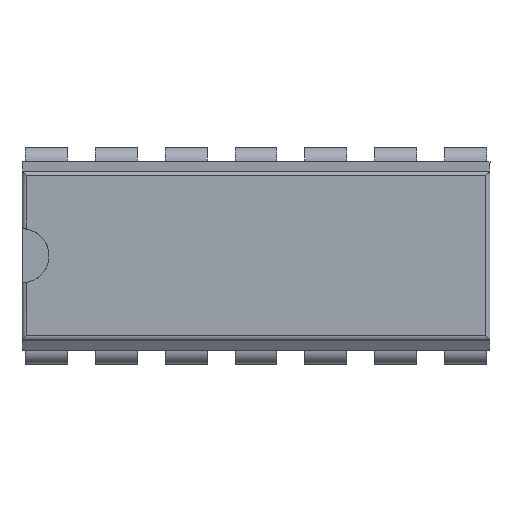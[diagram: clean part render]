
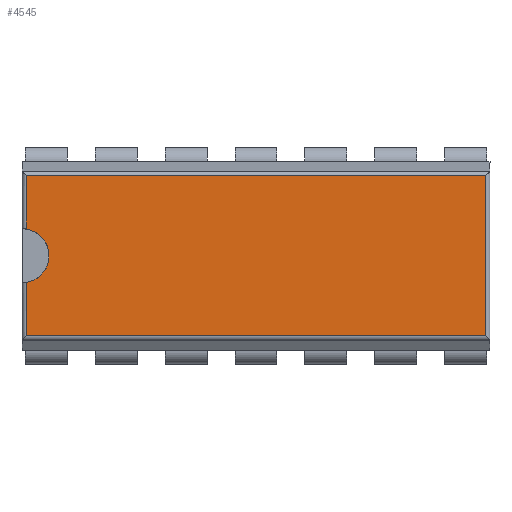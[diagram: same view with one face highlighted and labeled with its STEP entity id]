
A CAD part, top view. The second image highlights one B-rep face of the part: STEP entity #4545.
In plain terms, the highlighted planar face has unit normal (0, 0, 1).
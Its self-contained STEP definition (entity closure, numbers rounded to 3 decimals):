
#253=PLANE('',#4884);
#484=FACE_OUTER_BOUND('',#715,.T.);
#715=EDGE_LOOP('',(#4268,#4269,#4270,#4271,#4272,#4273));
#1270=LINE('',#7345,#1839);
#1271=LINE('',#7351,#1840);
#1273=LINE('',#7357,#1842);
#1275=LINE('',#7367,#1844);
#1277=LINE('',#7373,#1846);
#1839=VECTOR('',#6012,10.);
#1840=VECTOR('',#6019,10.);
#1842=VECTOR('',#6025,10.);
#1844=VECTOR('',#6035,10.);
#1846=VECTOR('',#6041,10.);
#1912=CIRCLE('',#4880,0.984);
#2328=VERTEX_POINT('',#7333);
#2329=VERTEX_POINT('',#7344);
#2331=VERTEX_POINT('',#7350);
#2333=VERTEX_POINT('',#7356);
#2337=VERTEX_POINT('',#7366);
#2339=VERTEX_POINT('',#7372);
#2961=EDGE_CURVE('',#2328,#2329,#1270,.T.);
#2964=EDGE_CURVE('',#2329,#2331,#1271,.T.);
#2967=EDGE_CURVE('',#2331,#2333,#1273,.T.);
#2972=EDGE_CURVE('',#2333,#2337,#1275,.T.);
#2975=EDGE_CURVE('',#2337,#2339,#1277,.T.);
#2986=EDGE_CURVE('',#2328,#2339,#1912,.T.);
#4268=ORIENTED_EDGE('',*,*,#2961,.F.);
#4269=ORIENTED_EDGE('',*,*,#2986,.T.);
#4270=ORIENTED_EDGE('',*,*,#2975,.F.);
#4271=ORIENTED_EDGE('',*,*,#2972,.F.);
#4272=ORIENTED_EDGE('',*,*,#2967,.F.);
#4273=ORIENTED_EDGE('',*,*,#2964,.F.);
#4545=ADVANCED_FACE('',(#484),#253,.T.);
#4880=AXIS2_PLACEMENT_3D('',#7400,#6061,#6062);
#4884=AXIS2_PLACEMENT_3D('',#7405,#6070,#6071);
#6012=DIRECTION('',(0.,1.,0.));
#6019=DIRECTION('',(1.,0.,0.));
#6025=DIRECTION('',(0.,-1.,0.));
#6035=DIRECTION('',(-1.,0.,0.));
#6041=DIRECTION('',(0.,1.,0.));
#6061=DIRECTION('center_axis',(0.,0.,-1.));
#6062=DIRECTION('ref_axis',(-1.,0.,0.));
#6070=DIRECTION('center_axis',(0.,0.,1.));
#6071=DIRECTION('ref_axis',(1.,0.,0.));
#7333=CARTESIAN_POINT('',(-8.352,0.972,3.883));
#7344=CARTESIAN_POINT('',(-8.352,2.916,3.883));
#7345=CARTESIAN_POINT('',(-8.352,1.715,3.883));
#7350=CARTESIAN_POINT('',(8.352,2.916,3.883));
#7351=CARTESIAN_POINT('',(-4.255,2.916,3.883));
#7356=CARTESIAN_POINT('',(8.352,-2.916,3.883));
#7357=CARTESIAN_POINT('',(8.352,-1.715,3.883));
#7366=CARTESIAN_POINT('',(-8.352,-2.916,3.883));
#7367=CARTESIAN_POINT('',(-4.255,-2.916,3.883));
#7372=CARTESIAN_POINT('',(-8.352,-0.972,3.883));
#7373=CARTESIAN_POINT('',(-8.352,1.715,3.883));
#7400=CARTESIAN_POINT('Origin',(-8.509,0.,3.883));
#7405=CARTESIAN_POINT('Origin',(0.,0.,
3.883));
